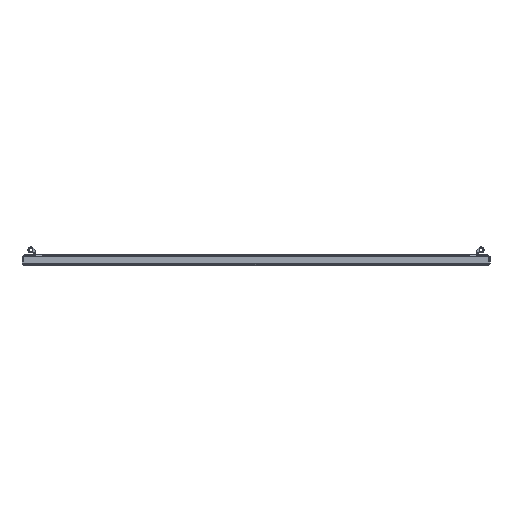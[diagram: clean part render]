
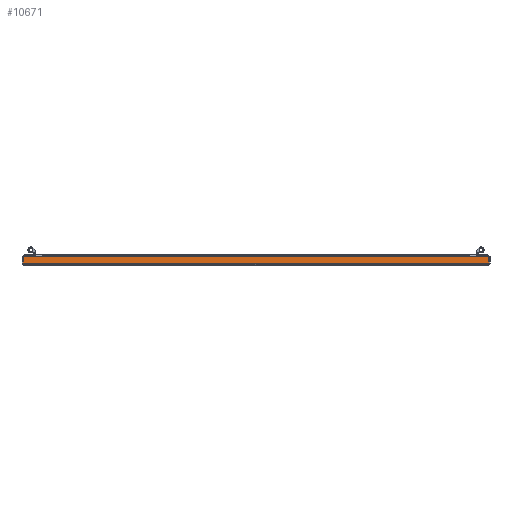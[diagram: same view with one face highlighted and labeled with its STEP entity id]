
A CAD part, front view. The second image highlights one B-rep face of the part: STEP entity #10671.
In plain terms, the highlighted planar face has unit normal (0, -1, 0).
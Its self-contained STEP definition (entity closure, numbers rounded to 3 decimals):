
#10 = EDGE_CURVE ( 'NONE', #1300, #10205, #233, .T. ) ;
#111 = DIRECTION ( 'NONE',  ( 0., 0., 1. ) ) ;
#167 = DIRECTION ( 'NONE',  ( -1., 0., 0. ) ) ;
#233 = LINE ( 'NONE', #7353, #6289 ) ;
#325 = ORIENTED_EDGE ( 'NONE', *, *, #10, .F. ) ;
#635 = EDGE_CURVE ( 'NONE', #10599, #13012, #1506, .T. ) ;
#1015 = CARTESIAN_POINT ( 'NONE',  ( 396.293, -1098.5, 13.6 ) ) ;
#1144 = ORIENTED_EDGE ( 'NONE', *, *, #9395, .F. ) ;
#1300 = VERTEX_POINT ( 'NONE', #6455 ) ;
#1506 = LINE ( 'NONE', #7529, #9575 ) ;
#2082 = ORIENTED_EDGE ( 'NONE', *, *, #10564, .T. ) ;
#2225 = DIRECTION ( 'NONE',  ( 0., 0., 1. ) ) ;
#2487 = AXIS2_PLACEMENT_3D ( 'NONE', #5488, #6505, #2225 ) ;
#3889 = DIRECTION ( 'NONE',  ( 0., 0., 1. ) ) ;
#5488 = CARTESIAN_POINT ( 'NONE',  ( 0., -1098.5, 0. ) ) ;
#5614 = EDGE_LOOP ( 'NONE', ( #325, #2082, #6886, #1144 ) ) ;
#6289 = VECTOR ( 'NONE', #9434, 1000. ) ;
#6455 = CARTESIAN_POINT ( 'NONE',  ( 396.293, -1098.5, 2. ) ) ;
#6505 = DIRECTION ( 'NONE',  ( 0., 1., 0. ) ) ;
#6886 = ORIENTED_EDGE ( 'NONE', *, *, #635, .T. ) ;
#7353 = CARTESIAN_POINT ( 'NONE',  ( -398.4, -1098.5, 2. ) ) ;
#7529 = CARTESIAN_POINT ( 'NONE',  ( 0., -1098.5, 13.6 ) ) ;
#7654 = LINE ( 'NONE', #13305, #13399 ) ;
#7868 = CARTESIAN_POINT ( 'NONE',  ( -396.293, -1098.5, 2. ) ) ;
#8234 = CARTESIAN_POINT ( 'NONE',  ( -396.293, -1098.5, 13.6 ) ) ;
#9395 = EDGE_CURVE ( 'NONE', #10205, #13012, #7654, .T. ) ;
#9434 = DIRECTION ( 'NONE',  ( -1., 0., 0. ) ) ;
#9450 = VECTOR ( 'NONE', #111, 1000. ) ;
#9508 = CARTESIAN_POINT ( 'NONE',  ( 396.293, -1098.5, 0. ) ) ;
#9575 = VECTOR ( 'NONE', #167, 1000. ) ;
#10205 = VERTEX_POINT ( 'NONE', #7868 ) ;
#10564 = EDGE_CURVE ( 'NONE', #1300, #10599, #12722, .T. ) ;
#10599 = VERTEX_POINT ( 'NONE', #1015 ) ;
#10671 = ADVANCED_FACE ( 'NONE', ( #13379 ), #12810, .F. ) ;
#12722 = LINE ( 'NONE', #9508, #9450 ) ;
#12810 = PLANE ( 'NONE',  #2487 ) ;
#13012 = VERTEX_POINT ( 'NONE', #8234 ) ;
#13305 = CARTESIAN_POINT ( 'NONE',  ( -396.293, -1098.5, 0. ) ) ;
#13379 = FACE_OUTER_BOUND ( 'NONE', #5614, .T. ) ;
#13399 = VECTOR ( 'NONE', #3889, 1000. ) ;
